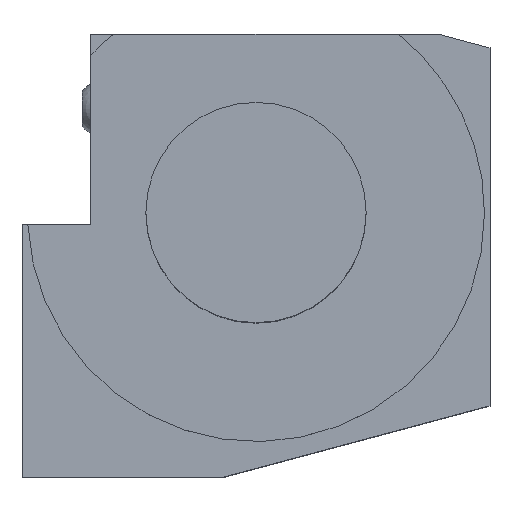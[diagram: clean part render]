
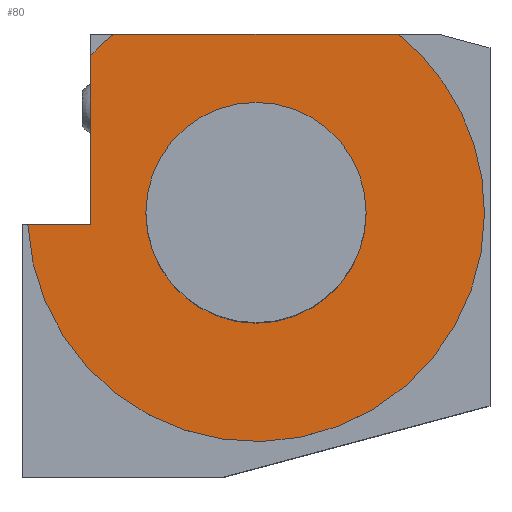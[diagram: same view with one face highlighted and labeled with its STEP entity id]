
A CAD part, top view. The second image highlights one B-rep face of the part: STEP entity #80.
In plain terms, the highlighted planar face has unit normal (0, 0, 1).
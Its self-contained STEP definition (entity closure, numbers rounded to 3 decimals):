
#44=FACE_BOUND('',#151,.T.);
#45=FACE_BOUND('',#152,.T.);
#51=PLANE('',#696);
#80=ADVANCED_FACE('',(#44,#45),#51,.F.);
#151=EDGE_LOOP('',(#220,#221,#222,#223,#224,#225));
#152=EDGE_LOOP('',(#226,#227));
#183=CIRCLE('',#685,20.);
#185=CIRCLE('',#689,20.);
#186=CIRCLE('',#693,41.5);
#187=CIRCLE('',#694,41.5);
#188=CIRCLE('',#695,41.5);
#220=ORIENTED_EDGE('',*,*,#448,.F.);
#221=ORIENTED_EDGE('',*,*,#449,.F.);
#222=ORIENTED_EDGE('',*,*,#450,.F.);
#223=ORIENTED_EDGE('',*,*,#451,.F.);
#224=ORIENTED_EDGE('',*,*,#452,.F.);
#225=ORIENTED_EDGE('',*,*,#453,.F.);
#226=ORIENTED_EDGE('',*,*,#433,.T.);
#227=ORIENTED_EDGE('',*,*,#435,.T.);
#373=VERTEX_POINT('',#919);
#375=VERTEX_POINT('',#923);
#388=VERTEX_POINT('',#957);
#389=VERTEX_POINT('',#958);
#390=VERTEX_POINT('',#960);
#391=VERTEX_POINT('',#962);
#392=VERTEX_POINT('',#964);
#393=VERTEX_POINT('',#966);
#433=EDGE_CURVE('',#373,#375,#183,.T.);
#435=EDGE_CURVE('',#375,#373,#185,.T.);
#448=EDGE_CURVE('',#388,#389,#531,.T.);
#449=EDGE_CURVE('',#390,#388,#186,.T.);
#450=EDGE_CURVE('',#391,#390,#532,.T.);
#451=EDGE_CURVE('',#392,#391,#533,.T.);
#452=EDGE_CURVE('',#393,#392,#187,.T.);
#453=EDGE_CURVE('',#389,#393,#188,.T.);
#531=LINE('',#956,#602);
#532=LINE('',#961,#603);
#533=LINE('',#963,#604);
#602=VECTOR('',#774,1.);
#603=VECTOR('',#777,1.);
#604=VECTOR('',#778,1.);
#685=AXIS2_PLACEMENT_3D('',#924,#746,#747);
#689=AXIS2_PLACEMENT_3D('',#928,#754,#755);
#693=AXIS2_PLACEMENT_3D('',#959,#775,#776);
#694=AXIS2_PLACEMENT_3D('',#965,#779,#780);
#695=AXIS2_PLACEMENT_3D('',#967,#781,#782);
#696=AXIS2_PLACEMENT_3D('',#968,#783,#784);
#746=DIRECTION('',(0.,0.,-1.));
#747=DIRECTION('',(-1.,0.,0.));
#754=DIRECTION('',(0.,0.,-1.));
#755=DIRECTION('',(-1.,0.,0.));
#774=DIRECTION('',(1.,0.,0.));
#775=DIRECTION('',(0.,0.,-1.));
#776=DIRECTION('',(-1.,0.,0.));
#777=DIRECTION('',(0.,1.,0.));
#778=DIRECTION('',(1.,0.,0.));
#779=DIRECTION('',(0.,0.,-1.));
#780=DIRECTION('',(-1.,0.,0.));
#781=DIRECTION('',(0.,0.,-1.));
#782=DIRECTION('',(-1.,0.,0.));
#783=DIRECTION('',(0.,0.,-1.));
#784=DIRECTION('',(1.,0.,0.));
#919=CARTESIAN_POINT('',(20.,0.,0.));
#923=CARTESIAN_POINT('',(-20.,0.,0.));
#924=CARTESIAN_POINT('',(0.,0.,0.));
#928=CARTESIAN_POINT('',(0.,0.,0.));
#956=CARTESIAN_POINT('',(0.,32.5,0.));
#957=CARTESIAN_POINT('',(-25.807,32.5,0.));
#958=CARTESIAN_POINT('',(25.807,32.5,0.));
#959=CARTESIAN_POINT('',(0.,0.,0.));
#960=CARTESIAN_POINT('',(-30.,28.675,0.));
#961=CARTESIAN_POINT('',(-30.,0.,0.));
#962=CARTESIAN_POINT('',(-30.,-2.,0.));
#963=CARTESIAN_POINT('',(0.,-2.,0.));
#964=CARTESIAN_POINT('',(-41.452,-2.,0.));
#965=CARTESIAN_POINT('',(0.,0.,0.));
#966=CARTESIAN_POINT('',(41.5,0.,0.));
#967=CARTESIAN_POINT('',(0.,0.,0.));
#968=CARTESIAN_POINT('',(0.,0.,0.));
